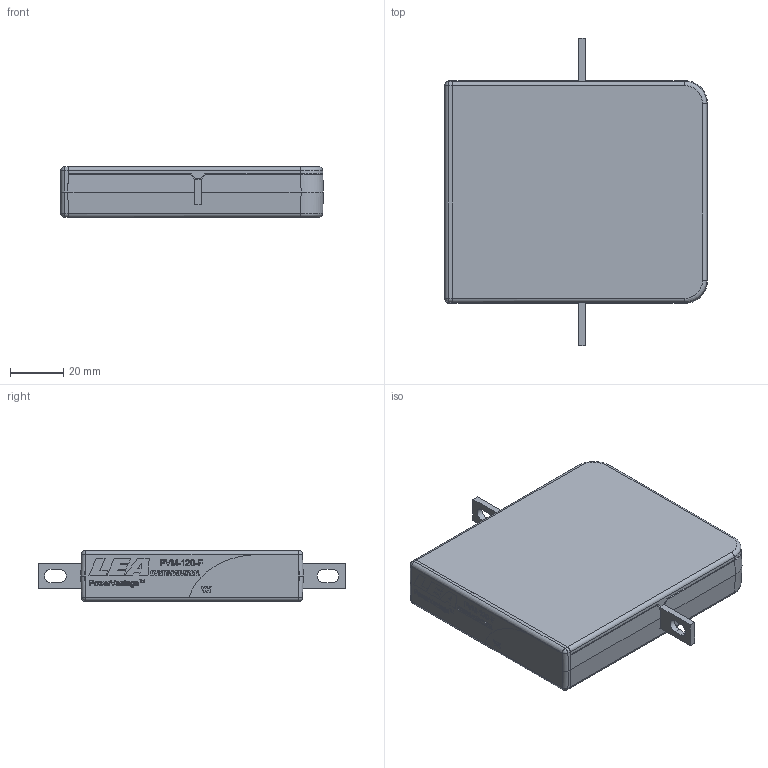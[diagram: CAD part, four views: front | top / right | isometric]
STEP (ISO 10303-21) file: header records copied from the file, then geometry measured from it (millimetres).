
FILE_DESCRIPTION (( 'STEP AP214' ), '1' );
FILE_NAME ('B93-00-0055-E.STEP', '2019-01-22T20:25:54', ( '' ), ( '' ), 'SwSTEP 2.0', 'SolidWorks 2018', '' );
FILE_SCHEMA (( 'AUTOMOTIVE_DESIGN' ));
Length unit declared in the file: inch
Products named in the file (12): 289-000-245-rev b; 2500-318; B93-00-0055 LABEL; PEM FH-440-6 ZI--S; PEM CLS-440-2 ---S_PEM CLS-440-2 ---S; 2500-319; B93-00-0055-E; PEM FH-440-5 ZI--S; 289-000-108; 2500-319^2500-319; 289-000-244-rev b
Assembly tree (11 placements, depth 3):
  B93-00-0055-E
    289-000-245-rev b
    289-000-108
    289-000-244-rev b
    2500-318
      2500-318
      PEM FH-440-5 ZI--S
      PEM FH-440-6 ZI--S
    2500-319
      2500-319^2500-319
      PEM CLS-440-2 ---S_PEM CLS-440-2 ---S
    B93-00-0055 LABEL
Bounding box: 98.74 x 115.53 x 19.05 mm (x, y, z)
Volume: 44316.2 mm3; surface area: 54392.9 mm2
Topology: 43 solids, 43 shells, 2217 faces, 5905 edges, 3811 vertices
Faces by surface type: plane 1576, cylinder 240, bspline 201, cone 148, torus 48, sphere 4
Entity records: 86923 total; most frequent: CARTESIAN_POINT 21321, ORIENTED_EDGE 11778, DIRECTION 10211, EDGE_CURVE 5889, LINE 4633, VECTOR 4633, VERTEX_POINT 3811, AXIS2_PLACEMENT_3D 2789
